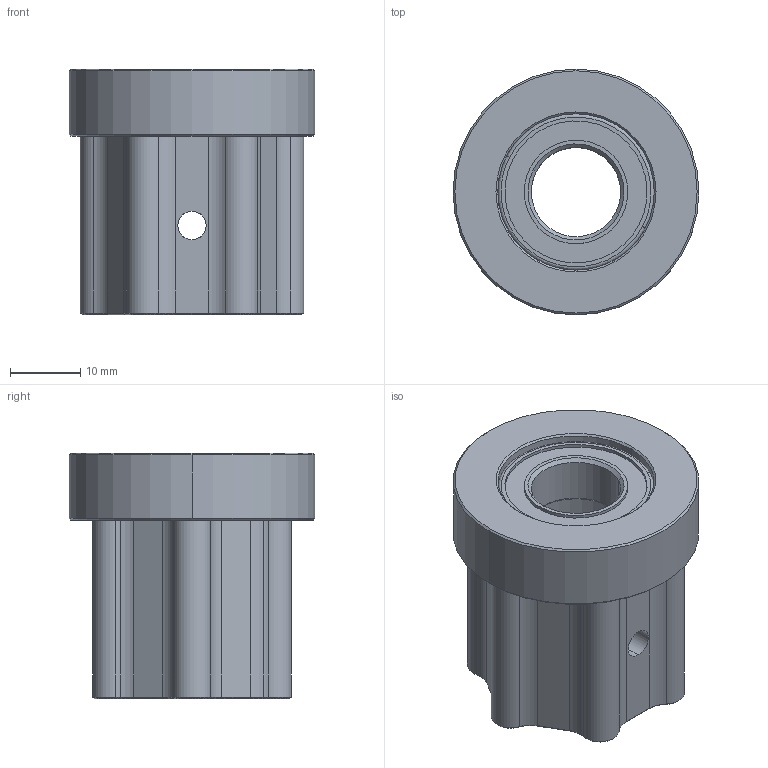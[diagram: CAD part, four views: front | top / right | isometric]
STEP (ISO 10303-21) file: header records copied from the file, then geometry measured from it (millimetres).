
FILE_DESCRIPTION (( 'STEP AP214' ), '1' );
FILE_NAME ('WCP-1745 Rev1.step', '2025-01-31T21:57:56', ( '' ), ( '' ), 'SwSTEP 2.0', 'SolidWorks 2022', '' );
FILE_SCHEMA (( 'AUTOMOTIVE_DESIGN' ));
Length unit declared in the file: inch
Products named in the file (3): WCP-0777 Rev1; WCP-1745 Rev1; WCP-1745-001 Rev1_SplineXL Tube
Assembly tree (3 placements, depth 2):
  WCP-1745 Rev1
    WCP-1745-001 Rev1_SplineXL Tube
    WCP-0777 Rev1  x2
Bounding box: 34.92 x 34.92 x 34.92 mm (x, y, z)
Volume: 15838.6 mm3; surface area: 9953.9 mm2
Topology: 3 solids, 3 shells, 145 faces, 323 edges, 197 vertices
Faces by surface type: cylinder 63, cone 43, plane 31, bspline 8
Entity records: 3696 total; most frequent: CARTESIAN_POINT 741, DIRECTION 648, ORIENTED_EDGE 542, EDGE_CURVE 271, AXIS2_PLACEMENT_3D 264, VERTEX_POINT 165, CIRCLE 143, EDGE_LOOP 136
